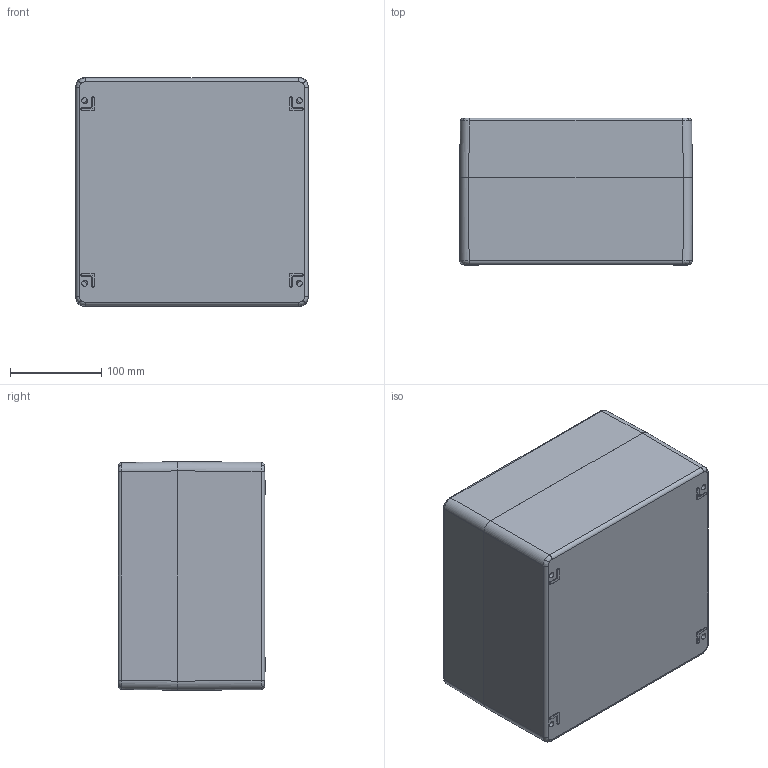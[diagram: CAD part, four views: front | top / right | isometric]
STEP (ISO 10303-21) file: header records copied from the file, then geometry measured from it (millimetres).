
FILE_DESCRIPTION(/* description */ (''),/* implementation_level */ '2;1');
FILE_NAME(/* name */ '17262516000-RST.stp',/* time_stamp */ '2021-09-08T12:47:00+02:00',/* author */ ('sl'),/* organization */ (''),/* preprocessor_version */ 'ST-DEVELOPER v16.5',/* originating_system */ 'Autodesk Inventor 2017',/* authorisation */ '');
FILE_SCHEMA (('AUTOMOTIVE_DESIGN { 1 0 10303 214 3 1 1 }'));
Length unit declared in the file: millimetre
Products named in the file (9): Ex-Polyester-Gehäuse-18-BG-0001-17_262516_000; Deckel-Ex-Polyester-Gehäuse-18-BG-0003-17_262516_0
00; Deckel-Ex-Polyester-Gehäuse-18-BT-0001-17_262516_0
00; Dichtlippe-Ex-Polyester-Gehäuse-18-BT-0002-17_262516_000; UT-Ex-Polyester-Gehäuse-18-BG-0002-17_262516_000; 86222; 23141-EX Unterteil; 86224; SchraubeM6x75-15
Assembly tree (19 placements, depth 3):
  Ex-Polyester-Gehäuse-18-BG-0001-17_262516_000
    Deckel-Ex-Polyester-Gehäuse-18-BG-0003-17_262516_0
00
      Deckel-Ex-Polyester-Gehäuse-18-BT-0001-17_262516_0
00
      Dichtlippe-Ex-Polyester-Gehäuse-18-BT-0002-17_262516_000
    UT-Ex-Polyester-Gehäuse-18-BG-0002-17_262516_000
      86222  x6
      86224  x4
      23141-EX Unterteil
    SchraubeM6x75-15  x4
Bounding box: 255 x 161 x 250 mm (x, y, z)
Volume: 1933359.4 mm3; surface area: 606474.4 mm2
Topology: 17 solids, 17 shells, 1164 faces, 2724 edges, 1644 vertices
Faces by surface type: plane 396, cylinder 316, bspline 296, cone 104, torus 48, sphere 4
Full cylindrical faces by diameter (mm): 5 x20, 5.02 x10, 5.3 x4, 6 x4, 7.4 x10, 8 x4
Entity records: 35175 total; most frequent: CARTESIAN_POINT 17117, ORIENTED_EDGE 3812, DIRECTION 3560, EDGE_CURVE 1906, AXIS2_PLACEMENT_3D 1442, VERTEX_POINT 1160, EDGE_LOOP 988, FACE_OUTER_BOUND 864
